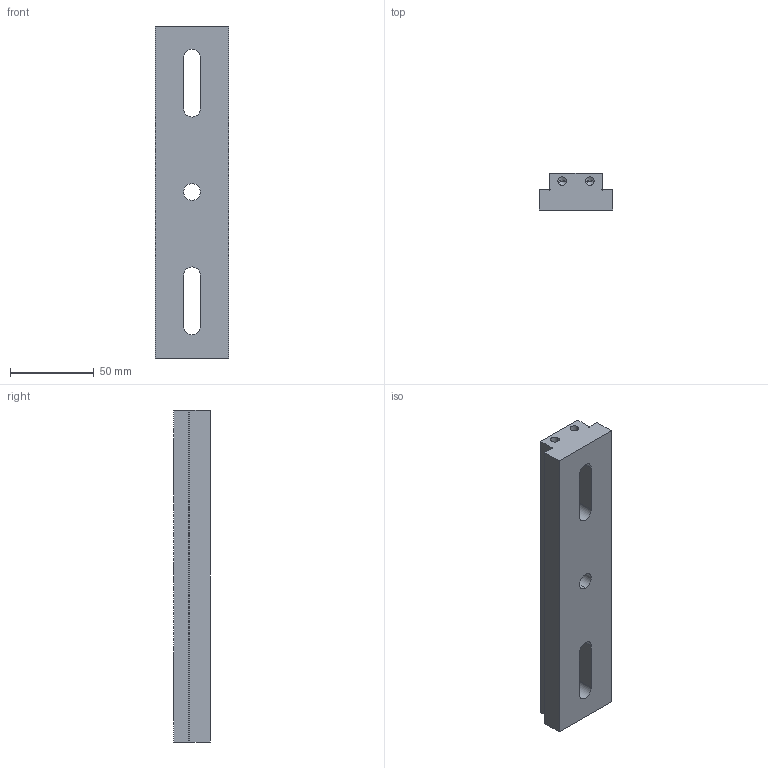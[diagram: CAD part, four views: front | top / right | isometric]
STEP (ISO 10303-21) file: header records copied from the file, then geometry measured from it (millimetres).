
FILE_DESCRIPTION (( 'STEP AP214' ), '1' );
FILE_NAME ('51DEFAU04231457562729.step', '2007-04-23T18:57:52', ( 'SysAdmin' ), ( 'SolidWorks' ), 'SwSTEP 2.0', 'SolidWorks 2007', '' );
FILE_SCHEMA (( 'AUTOMOTIVE_DESIGN' ));
Length unit declared in the file: millimetre
Products named in the file (1): 51DEFAU04231457562729
Bounding box: 43.94 x 21.84 x 198.12 mm (x, y, z)
Volume: 139219.9 mm3; surface area: 32606.4 mm2
Topology: 1 solids, 1 shells, 55 faces, 142 edges, 88 vertices
Faces by surface type: plane 27, cylinder 20, cone 8
Entity records: 1651 total; most frequent: DIRECTION 286, CARTESIAN_POINT 278, ORIENTED_EDGE 268, EDGE_CURVE 134, AXIS2_PLACEMENT_3D 96, VECTOR 94, LINE 94, VERTEX_POINT 88
